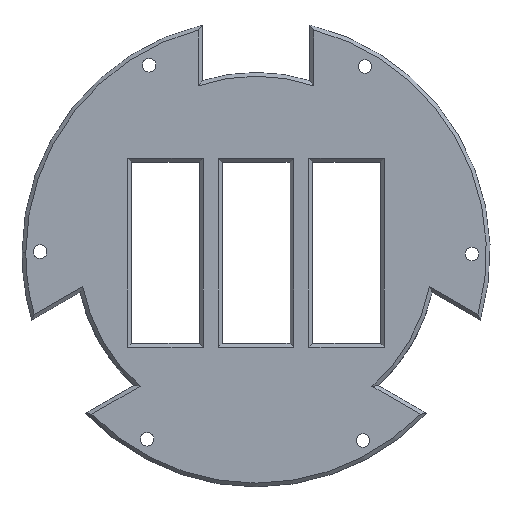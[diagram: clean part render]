
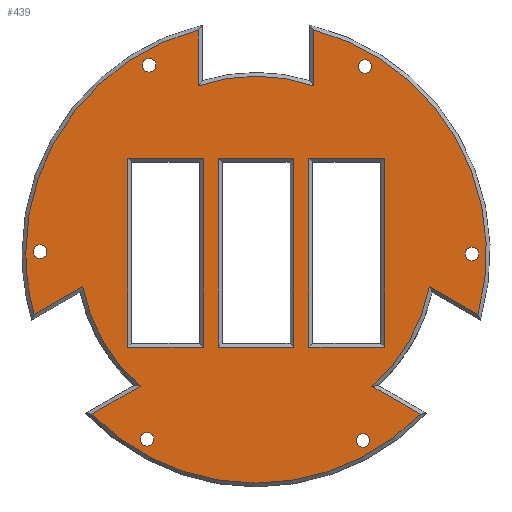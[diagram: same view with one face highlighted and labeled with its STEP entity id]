
A CAD part, top view. The second image highlights one B-rep face of the part: STEP entity #439.
In plain terms, the highlighted planar face has unit normal (0, 0, 1).
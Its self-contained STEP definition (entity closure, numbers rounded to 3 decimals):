
#153=CARTESIAN_POINT('',(0.,0.,17.));
#154=DIRECTION('',(0.,0.,-1.));
#155=DIRECTION('',(1.,0.,0.));
#156=AXIS2_PLACEMENT_3D('',#153,#154,#155);
#157=PLANE('',#156);
#158=CARTESIAN_POINT('',(-7.,12.5,17.));
#159=VERTEX_POINT('',#158);
#160=CARTESIAN_POINT('',(-7.,-12.5,17.));
#161=VERTEX_POINT('',#160);
#162=CARTESIAN_POINT('',(-7.,12.5,17.));
#163=DIRECTION('',(0.,-1.,0.));
#164=VECTOR('',#163,25.);
#165=LINE('',#162,#164);
#166=EDGE_CURVE('',#159,#161,#165,.T.);
#167=ORIENTED_EDGE('',*,*,#166,.T.);
#168=CARTESIAN_POINT('',(-17.,-12.5,17.));
#169=VERTEX_POINT('',#168);
#170=CARTESIAN_POINT('',(-7.,-12.5,17.));
#171=DIRECTION('',(-1.,0.,0.));
#172=VECTOR('',#171,10.);
#173=LINE('',#170,#172);
#174=EDGE_CURVE('',#161,#169,#173,.T.);
#175=ORIENTED_EDGE('',*,*,#174,.T.);
#176=CARTESIAN_POINT('',(-17.,12.5,17.));
#177=VERTEX_POINT('',#176);
#178=CARTESIAN_POINT('',(-17.,-12.5,17.));
#179=DIRECTION('',(0.,1.,0.));
#180=VECTOR('',#179,25.);
#181=LINE('',#178,#180);
#182=EDGE_CURVE('',#169,#177,#181,.T.);
#183=ORIENTED_EDGE('',*,*,#182,.T.);
#184=CARTESIAN_POINT('',(-17.,12.5,17.));
#185=DIRECTION('',(1.,0.,-0.));
#186=VECTOR('',#185,10.);
#187=LINE('',#184,#186);
#188=EDGE_CURVE('',#177,#159,#187,.T.);
#189=ORIENTED_EDGE('',*,*,#188,.T.);
#190=EDGE_LOOP('',(#167,#175,#183,#189));
#191=FACE_BOUND('',#190,.T.);
#192=CARTESIAN_POINT('',(-5.,12.5,17.));
#193=VERTEX_POINT('',#192);
#194=CARTESIAN_POINT('',(5.,12.5,17.));
#195=VERTEX_POINT('',#194);
#196=CARTESIAN_POINT('',(-5.,12.5,17.));
#197=DIRECTION('',(1.,0.,-0.));
#198=VECTOR('',#197,10.);
#199=LINE('',#196,#198);
#200=EDGE_CURVE('',#193,#195,#199,.T.);
#201=ORIENTED_EDGE('',*,*,#200,.T.);
#202=CARTESIAN_POINT('',(5.,-12.5,17.));
#203=VERTEX_POINT('',#202);
#204=CARTESIAN_POINT('',(5.,12.5,17.));
#205=DIRECTION('',(0.,-1.,0.));
#206=VECTOR('',#205,25.);
#207=LINE('',#204,#206);
#208=EDGE_CURVE('',#195,#203,#207,.T.);
#209=ORIENTED_EDGE('',*,*,#208,.T.);
#210=CARTESIAN_POINT('',(-5.,-12.5,17.));
#211=VERTEX_POINT('',#210);
#212=CARTESIAN_POINT('',(5.,-12.5,17.));
#213=DIRECTION('',(-1.,0.,0.));
#214=VECTOR('',#213,10.);
#215=LINE('',#212,#214);
#216=EDGE_CURVE('',#203,#211,#215,.T.);
#217=ORIENTED_EDGE('',*,*,#216,.T.);
#218=CARTESIAN_POINT('',(-5.,-12.5,17.));
#219=DIRECTION('',(0.,1.,0.));
#220=VECTOR('',#219,25.);
#221=LINE('',#218,#220);
#222=EDGE_CURVE('',#211,#193,#221,.T.);
#223=ORIENTED_EDGE('',*,*,#222,.T.);
#224=EDGE_LOOP('',(#201,#209,#217,#223));
#225=FACE_BOUND('',#224,.T.);
#226=CARTESIAN_POINT('',(7.,12.5,17.));
#227=VERTEX_POINT('',#226);
#228=CARTESIAN_POINT('',(17.,12.5,17.));
#229=VERTEX_POINT('',#228);
#230=CARTESIAN_POINT('',(7.,12.5,17.));
#231=DIRECTION('',(1.,0.,-0.));
#232=VECTOR('',#231,10.);
#233=LINE('',#230,#232);
#234=EDGE_CURVE('',#227,#229,#233,.T.);
#235=ORIENTED_EDGE('',*,*,#234,.T.);
#236=CARTESIAN_POINT('',(17.,-12.5,17.));
#237=VERTEX_POINT('',#236);
#238=CARTESIAN_POINT('',(17.,12.5,17.));
#239=DIRECTION('',(0.,-1.,0.));
#240=VECTOR('',#239,25.);
#241=LINE('',#238,#240);
#242=EDGE_CURVE('',#229,#237,#241,.T.);
#243=ORIENTED_EDGE('',*,*,#242,.T.);
#244=CARTESIAN_POINT('',(7.,-12.5,17.));
#245=VERTEX_POINT('',#244);
#246=CARTESIAN_POINT('',(17.,-12.5,17.));
#247=DIRECTION('',(-1.,0.,0.));
#248=VECTOR('',#247,10.);
#249=LINE('',#246,#248);
#250=EDGE_CURVE('',#237,#245,#249,.T.);
#251=ORIENTED_EDGE('',*,*,#250,.T.);
#252=CARTESIAN_POINT('',(7.,-12.5,17.));
#253=DIRECTION('',(0.,1.,0.));
#254=VECTOR('',#253,25.);
#255=LINE('',#252,#254);
#256=EDGE_CURVE('',#245,#227,#255,.T.);
#257=ORIENTED_EDGE('',*,*,#256,.T.);
#258=EDGE_LOOP('',(#235,#243,#251,#257));
#259=FACE_BOUND('',#258,.T.);
#260=CARTESIAN_POINT('',(-29.388,-8.162,17.));
#261=VERTEX_POINT('',#260);
#262=CARTESIAN_POINT('',(-22.971,-4.458,17.));
#263=VERTEX_POINT('',#262);
#264=CARTESIAN_POINT('',(-29.388,-8.162,17.));
#265=DIRECTION('',(0.866,0.5,0.));
#266=VECTOR('',#265,7.409);
#267=LINE('',#264,#266);
#268=EDGE_CURVE('',#261,#263,#267,.T.);
#269=ORIENTED_EDGE('',*,*,#268,.T.);
#270=CARTESIAN_POINT('',(-15.346,-17.665,17.));
#271=VERTEX_POINT('',#270);
#272=CARTESIAN_POINT('',(0.,0.,17.));
#273=DIRECTION('',(-0.,-0.,1.));
#274=DIRECTION('',(-1.,0.,0.));
#275=AXIS2_PLACEMENT_3D('',#272,#273,#274);
#276=CIRCLE('',#275,23.4);
#277=EDGE_CURVE('',#263,#271,#276,.T.);
#278=ORIENTED_EDGE('',*,*,#277,.T.);
#279=CARTESIAN_POINT('',(-21.763,-21.369,17.));
#280=VERTEX_POINT('',#279);
#281=CARTESIAN_POINT('',(-15.346,-17.665,17.));
#282=DIRECTION('',(-0.866,-0.5,0.));
#283=VECTOR('',#282,7.409);
#284=LINE('',#281,#283);
#285=EDGE_CURVE('',#271,#280,#284,.T.);
#286=ORIENTED_EDGE('',*,*,#285,.T.);
#287=CARTESIAN_POINT('',(21.763,-21.369,17.));
#288=VERTEX_POINT('',#287);
#289=CARTESIAN_POINT('',(-0.,0.,17.));
#290=DIRECTION('',(-0.,-0.,1.));
#291=DIRECTION('',(-1.,0.,0.));
#292=AXIS2_PLACEMENT_3D('',#289,#290,#291);
#293=CIRCLE('',#292,30.5);
#294=EDGE_CURVE('',#280,#288,#293,.T.);
#295=ORIENTED_EDGE('',*,*,#294,.T.);
#296=CARTESIAN_POINT('',(15.346,-17.665,17.));
#297=VERTEX_POINT('',#296);
#298=CARTESIAN_POINT('',(21.763,-21.369,17.));
#299=DIRECTION('',(-0.866,0.5,0.));
#300=VECTOR('',#299,7.409);
#301=LINE('',#298,#300);
#302=EDGE_CURVE('',#288,#297,#301,.T.);
#303=ORIENTED_EDGE('',*,*,#302,.T.);
#304=CARTESIAN_POINT('',(22.971,-4.458,17.));
#305=VERTEX_POINT('',#304);
#306=CARTESIAN_POINT('',(0.,0.,17.));
#307=DIRECTION('',(-0.,-0.,1.));
#308=DIRECTION('',(-1.,0.,0.));
#309=AXIS2_PLACEMENT_3D('',#306,#307,#308);
#310=CIRCLE('',#309,23.4);
#311=EDGE_CURVE('',#297,#305,#310,.T.);
#312=ORIENTED_EDGE('',*,*,#311,.T.);
#313=CARTESIAN_POINT('',(29.388,-8.162,17.));
#314=VERTEX_POINT('',#313);
#315=CARTESIAN_POINT('',(22.971,-4.458,17.));
#316=DIRECTION('',(0.866,-0.5,0.));
#317=VECTOR('',#316,7.409);
#318=LINE('',#315,#317);
#319=EDGE_CURVE('',#305,#314,#318,.T.);
#320=ORIENTED_EDGE('',*,*,#319,.T.);
#321=CARTESIAN_POINT('',(7.625,29.531,17.));
#322=VERTEX_POINT('',#321);
#323=CARTESIAN_POINT('',(-0.,0.,17.));
#324=DIRECTION('',(-0.,-0.,1.));
#325=DIRECTION('',(-1.,0.,0.));
#326=AXIS2_PLACEMENT_3D('',#323,#324,#325);
#327=CIRCLE('',#326,30.5);
#328=EDGE_CURVE('',#314,#322,#327,.T.);
#329=ORIENTED_EDGE('',*,*,#328,.T.);
#330=CARTESIAN_POINT('',(7.625,22.123,17.));
#331=VERTEX_POINT('',#330);
#332=CARTESIAN_POINT('',(7.625,29.531,17.));
#333=DIRECTION('',(0.,-1.,0.));
#334=VECTOR('',#333,7.409);
#335=LINE('',#332,#334);
#336=EDGE_CURVE('',#322,#331,#335,.T.);
#337=ORIENTED_EDGE('',*,*,#336,.T.);
#338=CARTESIAN_POINT('',(-7.625,22.123,17.));
#339=VERTEX_POINT('',#338);
#340=CARTESIAN_POINT('',(-0.,0.,17.));
#341=DIRECTION('',(-0.,-0.,1.));
#342=DIRECTION('',(-1.,0.,0.));
#343=AXIS2_PLACEMENT_3D('',#340,#341,#342);
#344=CIRCLE('',#343,23.4);
#345=EDGE_CURVE('',#331,#339,#344,.T.);
#346=ORIENTED_EDGE('',*,*,#345,.T.);
#347=CARTESIAN_POINT('',(-7.625,29.531,17.));
#348=VERTEX_POINT('',#347);
#349=CARTESIAN_POINT('',(-7.625,22.123,17.));
#350=DIRECTION('',(0.,1.,0.));
#351=VECTOR('',#350,7.409);
#352=LINE('',#349,#351);
#353=EDGE_CURVE('',#339,#348,#352,.T.);
#354=ORIENTED_EDGE('',*,*,#353,.T.);
#355=CARTESIAN_POINT('',(-30.5,0.,17.));
#356=VERTEX_POINT('',#355);
#357=CARTESIAN_POINT('',(-0.,0.,17.));
#358=DIRECTION('',(-0.,-0.,1.));
#359=DIRECTION('',(-1.,0.,0.));
#360=AXIS2_PLACEMENT_3D('',#357,#358,#359);
#361=CIRCLE('',#360,30.5);
#362=EDGE_CURVE('',#348,#356,#361,.T.);
#363=ORIENTED_EDGE('',*,*,#362,.T.);
#364=CARTESIAN_POINT('',(-0.,0.,17.));
#365=DIRECTION('',(-0.,-0.,1.));
#366=DIRECTION('',(-1.,0.,0.));
#367=AXIS2_PLACEMENT_3D('',#364,#365,#366);
#368=CIRCLE('',#367,30.5);
#369=EDGE_CURVE('',#356,#261,#368,.T.);
#370=ORIENTED_EDGE('',*,*,#369,.T.);
#371=EDGE_LOOP('',(#269,#278,#286,#295,#303,#312,#320,#329,#337,#346,#354,#363,#370));
#372=FACE_BOUND('',#371,.T.);
#373=CARTESIAN_POINT('',(-29.5,0.157,17.));
#374=VERTEX_POINT('',#373);
#375=CARTESIAN_POINT('',(-28.6,0.157,17.));
#376=DIRECTION('',(0.,0.,-1.));
#377=DIRECTION('',(-1.,0.,0.));
#378=AXIS2_PLACEMENT_3D('',#375,#376,#377);
#379=CIRCLE('',#378,0.9);
#380=EDGE_CURVE('',#374,#374,#379,.T.);
#381=ORIENTED_EDGE('',*,*,#380,.T.);
#382=EDGE_LOOP('',(#381));
#383=FACE_BOUND('',#382,.T.);
#384=CARTESIAN_POINT('',(-15.064,24.846,17.));
#385=VERTEX_POINT('',#384);
#386=CARTESIAN_POINT('',(-14.164,24.846,17.));
#387=DIRECTION('',(0.,0.,-1.));
#388=DIRECTION('',(-1.,0.,0.));
#389=AXIS2_PLACEMENT_3D('',#386,#387,#388);
#390=CIRCLE('',#389,0.9);
#391=EDGE_CURVE('',#385,#385,#390,.T.);
#392=ORIENTED_EDGE('',*,*,#391,.T.);
#393=EDGE_LOOP('',(#392));
#394=FACE_BOUND('',#393,.T.);
#395=CARTESIAN_POINT('',(-15.336,-24.689,17.));
#396=VERTEX_POINT('',#395);
#397=CARTESIAN_POINT('',(-14.436,-24.689,17.));
#398=DIRECTION('',(0.,0.,-1.));
#399=DIRECTION('',(-1.,0.,0.));
#400=AXIS2_PLACEMENT_3D('',#397,#398,#399);
#401=CIRCLE('',#400,0.9);
#402=EDGE_CURVE('',#396,#396,#401,.T.);
#403=ORIENTED_EDGE('',*,*,#402,.T.);
#404=EDGE_LOOP('',(#403));
#405=FACE_BOUND('',#404,.T.);
#406=CARTESIAN_POINT('',(13.264,-24.846,17.));
#407=VERTEX_POINT('',#406);
#408=CARTESIAN_POINT('',(14.164,-24.846,17.));
#409=DIRECTION('',(0.,0.,-1.));
#410=DIRECTION('',(-1.,0.,0.));
#411=AXIS2_PLACEMENT_3D('',#408,#409,#410);
#412=CIRCLE('',#411,0.9);
#413=EDGE_CURVE('',#407,#407,#412,.T.);
#414=ORIENTED_EDGE('',*,*,#413,.T.);
#415=EDGE_LOOP('',(#414));
#416=FACE_BOUND('',#415,.T.);
#417=CARTESIAN_POINT('',(13.536,24.689,17.));
#418=VERTEX_POINT('',#417);
#419=CARTESIAN_POINT('',(14.436,24.689,17.));
#420=DIRECTION('',(0.,0.,-1.));
#421=DIRECTION('',(-1.,0.,0.));
#422=AXIS2_PLACEMENT_3D('',#419,#420,#421);
#423=CIRCLE('',#422,0.9);
#424=EDGE_CURVE('',#418,#418,#423,.T.);
#425=ORIENTED_EDGE('',*,*,#424,.T.);
#426=EDGE_LOOP('',(#425));
#427=FACE_BOUND('',#426,.T.);
#428=CARTESIAN_POINT('',(27.7,-0.157,17.));
#429=VERTEX_POINT('',#428);
#430=CARTESIAN_POINT('',(28.6,-0.157,17.));
#431=DIRECTION('',(0.,0.,-1.));
#432=DIRECTION('',(-1.,0.,0.));
#433=AXIS2_PLACEMENT_3D('',#430,#431,#432);
#434=CIRCLE('',#433,0.9);
#435=EDGE_CURVE('',#429,#429,#434,.T.);
#436=ORIENTED_EDGE('',*,*,#435,.T.);
#437=EDGE_LOOP('',(#436));
#438=FACE_BOUND('',#437,.T.);
#439=ADVANCED_FACE('',(#191,#225,#259,#372,#383,#394,#405,#416,#427,#438),#157,.F.);
